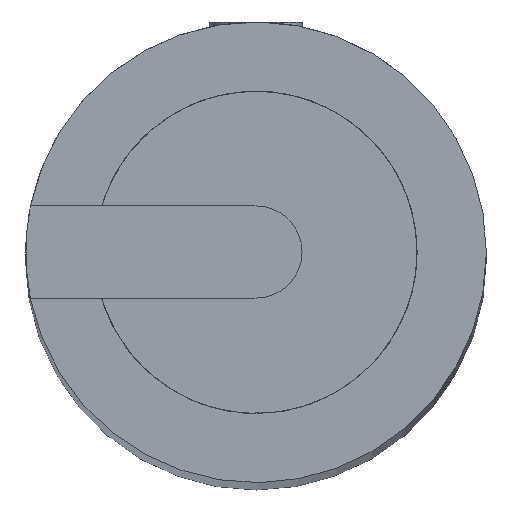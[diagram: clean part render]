
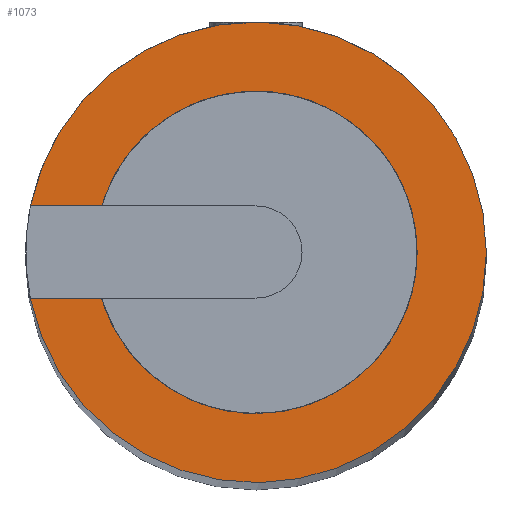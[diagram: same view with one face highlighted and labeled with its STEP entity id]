
A CAD part, top view. The second image highlights one B-rep face of the part: STEP entity #1073.
In plain terms, the highlighted planar face has unit normal (0, 0, 1).
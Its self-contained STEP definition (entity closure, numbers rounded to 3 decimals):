
#105=PLANE('',#1220);
#186=FACE_OUTER_BOUND('',#252,.T.);
#252=EDGE_LOOP('',(#963,#964,#965,#966));
#312=LINE('',#1933,#390);
#313=LINE('',#1937,#391);
#390=VECTOR('',#1450,10.);
#391=VECTOR('',#1453,10.);
#451=CIRCLE('',#1219,5.);
#452=CIRCLE('',#1221,3.5);
#525=VERTEX_POINT('',#1929);
#526=VERTEX_POINT('',#1931);
#527=VERTEX_POINT('',#1935);
#528=VERTEX_POINT('',#1936);
#657=EDGE_CURVE('',#525,#526,#312,.T.);
#658=EDGE_CURVE('',#527,#528,#313,.T.);
#694=EDGE_CURVE('',#527,#526,#451,.T.);
#695=EDGE_CURVE('',#528,#525,#452,.T.);
#963=ORIENTED_EDGE('',*,*,#657,.T.);
#964=ORIENTED_EDGE('',*,*,#694,.F.);
#965=ORIENTED_EDGE('',*,*,#658,.T.);
#966=ORIENTED_EDGE('',*,*,#695,.T.);
#1073=ADVANCED_FACE('',(#186),#105,.T.);
#1219=AXIS2_PLACEMENT_3D('',#2089,#1509,#1510);
#1220=AXIS2_PLACEMENT_3D('',#2090,#1511,#1512);
#1221=AXIS2_PLACEMENT_3D('',#2091,#1513,#1514);
#1450=DIRECTION('',(-1.,0.,0.));
#1453=DIRECTION('',(1.,0.,0.));
#1509=DIRECTION('center_axis',(0.,0.,-1.));
#1510=DIRECTION('ref_axis',(1.,0.,0.));
#1511=DIRECTION('center_axis',(0.,0.,1.));
#1512=DIRECTION('ref_axis',(1.,0.,0.));
#1513=DIRECTION('center_axis',(0.,0.,-1.));
#1514=DIRECTION('ref_axis',(1.,0.,0.));
#1929=CARTESIAN_POINT('',(-3.354,-1.,105.));
#1931=CARTESIAN_POINT('',(-4.899,-1.,105.));
#1933=CARTESIAN_POINT('',(-2.449,-1.,105.));
#1935=CARTESIAN_POINT('',(-4.899,1.,105.));
#1936=CARTESIAN_POINT('',(-3.354,1.,105.));
#1937=CARTESIAN_POINT('',(0.,1.,105.));
#2089=CARTESIAN_POINT('Origin',(0.,0.,105.));
#2090=CARTESIAN_POINT('Origin',(0.,0.,105.));
#2091=CARTESIAN_POINT('Origin',(0.,0.,105.));
